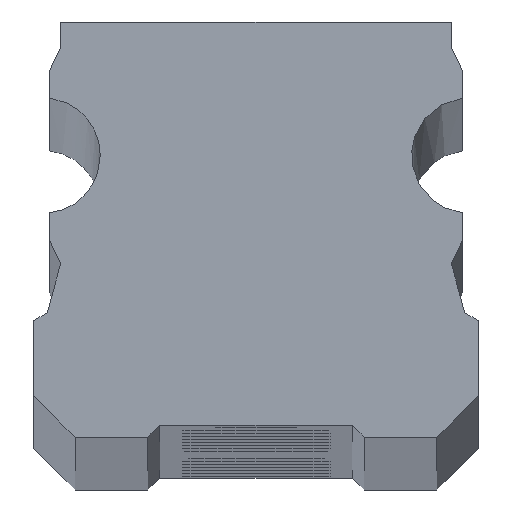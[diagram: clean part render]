
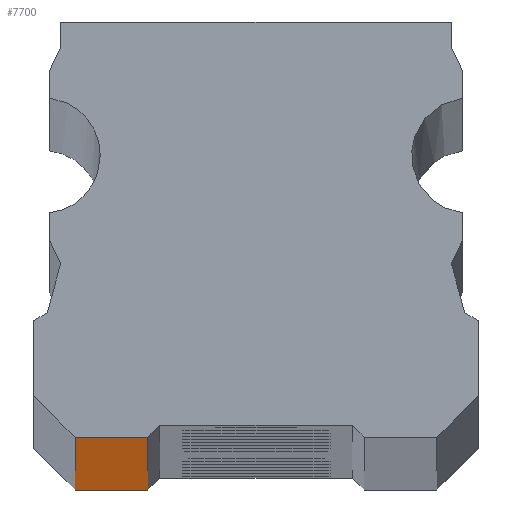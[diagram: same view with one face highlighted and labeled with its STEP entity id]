
A CAD part, top view. The second image highlights one B-rep face of the part: STEP entity #7700.
In plain terms, the highlighted free-form (B-spline) face has degree [1, 1] with [2, 2] control points.
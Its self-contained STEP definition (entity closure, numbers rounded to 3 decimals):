
#1330 = CARTESIAN_POINT ('', (-6.1, 0., 510.));
#1340 = VERTEX_POINT ('', #1330);
#1400 = CARTESIAN_POINT ('', (-3.65, 0., 510.));
#1410 = VERTEX_POINT ('', #1400);
#1420 = CARTESIAN_POINT ('', (-3.65, 0., 510.));
#1430 = CARTESIAN_POINT ('', (-6.1, 0., 510.));
#1440 = B_SPLINE_CURVE_WITH_KNOTS ('', 1, (#1420, #1430), .UNSPECIFIED., .F., .U., (2, 2), (0., 1.), .UNSPECIFIED.);
#1450 = EDGE_CURVE ('', #1410, #1340, #1440, .T.);
#4670 = CARTESIAN_POINT ('', (-3.65, 0., -510.));
#4680 = VERTEX_POINT ('', #4670);
#4740 = CARTESIAN_POINT ('', (-6.1, 0., -510.));
#4750 = VERTEX_POINT ('', #4740);
#4760 = CARTESIAN_POINT ('', (-6.1, 0., -510.));
#4770 = CARTESIAN_POINT ('', (-3.65, 0., -510.));
#4780 = B_SPLINE_CURVE_WITH_KNOTS ('', 1, (#4760, #4770), .UNSPECIFIED., .F., .U., (2, 2), (0., 1.), .UNSPECIFIED.);
#4790 = EDGE_CURVE ('', #4750, #4680, #4780, .T.);
#7390 = CARTESIAN_POINT ('', (-6.1, 0., 510.));
#7400 = CARTESIAN_POINT ('', (-6.1, 0., -510.));
#7410 = B_SPLINE_CURVE_WITH_KNOTS ('', 1, (#7390, #7400), .UNSPECIFIED., .F., .U., (2, 2), (0., 1.), .UNSPECIFIED.);
#7420 = EDGE_CURVE ('', #1340, #4750, #7410, .T.);
#7550 = ORIENTED_EDGE ('', *, *, #7420, .T.);
#7560 = ORIENTED_EDGE ('', *, *, #4790, .T.);
#7570 = CARTESIAN_POINT ('', (-3.65, 0., -510.));
#7580 = CARTESIAN_POINT ('', (-3.65, 0., 510.));
#7590 = B_SPLINE_CURVE_WITH_KNOTS ('', 1, (#7570, #7580), .UNSPECIFIED., .F., .U., (2, 2), (0., 1.), .UNSPECIFIED.);
#7600 = EDGE_CURVE ('', #4680, #1410, #7590, .T.);
#7610 = ORIENTED_EDGE ('', *, *, #7600, .T.);
#7620 = ORIENTED_EDGE ('', *, *, #1450, .T.);
#7630 = EDGE_LOOP ('', (#7550, #7560, #7610, #7620));
#7640 = FACE_OUTER_BOUND ('', #7630, .T.);
#7650 = CARTESIAN_POINT ('', (-6.1, 0., 510.));
#7660 = CARTESIAN_POINT ('', (-3.65, 0., 510.));
#7670 = CARTESIAN_POINT ('', (-6.1, 0., -510.));
#7680 = CARTESIAN_POINT ('', (-3.65, 0., -510.));
#7690 = B_SPLINE_SURFACE_WITH_KNOTS ('', 1, 1, ((#7650, #7660), (#7670, #7680)), .UNSPECIFIED., .F., .F., .U., (2, 2), (2, 2), (0., 1.), (0., 1.), .UNSPECIFIED.);
#7700 = ADVANCED_FACE ('', (#7640), #7690, .T.);
